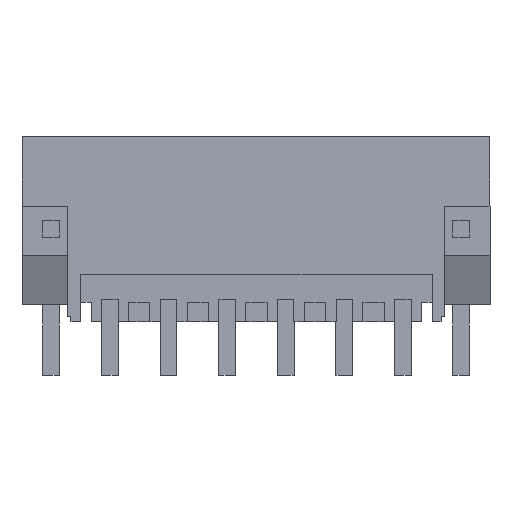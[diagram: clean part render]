
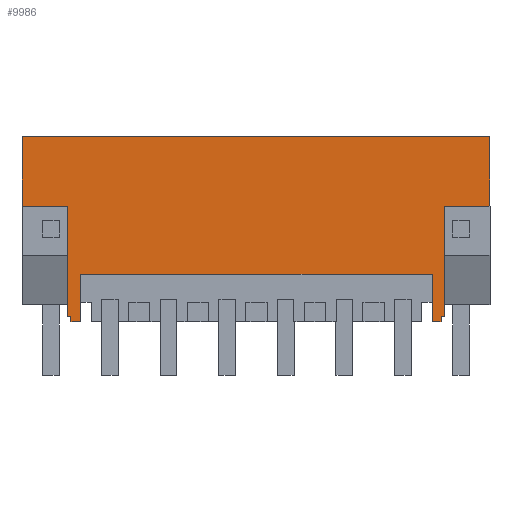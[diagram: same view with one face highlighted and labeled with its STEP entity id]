
A CAD part, front view. The second image highlights one B-rep face of the part: STEP entity #9986.
In plain terms, the highlighted planar face has unit normal (0, -1, 0).
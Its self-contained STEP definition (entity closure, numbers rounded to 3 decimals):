
#9956=AXIS2_PLACEMENT_3D('Plane Axis2P3D',#9953,#9954,#9955) ;
#2612=CARTESIAN_POINT('Line Origine',(3.5,0.,4.625)) ;
#2616=CARTESIAN_POINT('Vertex',(3.5,0.,3.2)) ;
#2618=CARTESIAN_POINT('Vertex',(3.5,0.,6.05)) ;
#2645=CARTESIAN_POINT('Vertex',(2.925,0.,3.2)) ;
#2648=CARTESIAN_POINT('Line Origine',(3.213,0.,3.2)) ;
#2666=CARTESIAN_POINT('Line Origine',(2.925,0.,3.35)) ;
#2670=CARTESIAN_POINT('Vertex',(2.925,0.,3.5)) ;
#2691=CARTESIAN_POINT('Line Origine',(2.825,0.,3.5)) ;
#2695=CARTESIAN_POINT('Vertex',(2.725,0.,3.5)) ;
#2716=CARTESIAN_POINT('Line Origine',(2.725,0.,6.8)) ;
#2720=CARTESIAN_POINT('Vertex',(2.725,0.,10.1)) ;
#2994=CARTESIAN_POINT('Vertex',(0.,0.,10.1)) ;
#2997=CARTESIAN_POINT('Line Origine',(0.,0.,12.175)) ;
#3001=CARTESIAN_POINT('Vertex',(0.,0.,14.25)) ;
#3041=CARTESIAN_POINT('Line Origine',(13.975,0.,14.25)) ;
#3045=CARTESIAN_POINT('Vertex',(27.95,0.,14.25)) ;
#5969=CARTESIAN_POINT('Line Origine',(27.95,0.,12.175)) ;
#5973=CARTESIAN_POINT('Vertex',(27.95,0.,10.1)) ;
#6241=CARTESIAN_POINT('Vertex',(25.225,0.,10.1)) ;
#6244=CARTESIAN_POINT('Line Origine',(25.225,0.,6.8)) ;
#6248=CARTESIAN_POINT('Vertex',(25.225,0.,3.5)) ;
#6272=CARTESIAN_POINT('Line Origine',(25.125,0.,3.5)) ;
#6276=CARTESIAN_POINT('Vertex',(25.025,0.,3.5)) ;
#6297=CARTESIAN_POINT('Line Origine',(25.025,0.,3.35)) ;
#6301=CARTESIAN_POINT('Vertex',(25.025,0.,3.2)) ;
#6317=CARTESIAN_POINT('Line Origine',(24.763,0.,3.2)) ;
#6321=CARTESIAN_POINT('Vertex',(24.5,0.,3.2)) ;
#6342=CARTESIAN_POINT('Line Origine',(24.5,0.,4.625)) ;
#6346=CARTESIAN_POINT('Vertex',(24.5,0.,6.05)) ;
#8678=CARTESIAN_POINT('Line Origine',(14.,0.,6.05)) ;
#9953=CARTESIAN_POINT('Axis2P3D Location',(7.,0.,3.2)) ;
#9958=CARTESIAN_POINT('Line Origine',(26.587,0.,10.1)) ;
#9963=CARTESIAN_POINT('Line Origine',(1.362,0.,10.1)) ;
#2613=DIRECTION('Vector Direction',(0.,0.,1.)) ;
#2649=DIRECTION('Vector Direction',(1.,0.,0.)) ;
#2667=DIRECTION('Vector Direction',(0.,0.,-1.)) ;
#2692=DIRECTION('Vector Direction',(1.,0.,0.)) ;
#2717=DIRECTION('Vector Direction',(0.,0.,-1.)) ;
#2998=DIRECTION('Vector Direction',(0.,0.,1.)) ;
#3042=DIRECTION('Vector Direction',(1.,0.,0.)) ;
#5970=DIRECTION('Vector Direction',(0.,0.,1.)) ;
#6245=DIRECTION('Vector Direction',(0.,0.,-1.)) ;
#6273=DIRECTION('Vector Direction',(1.,0.,0.)) ;
#6298=DIRECTION('Vector Direction',(0.,0.,-1.)) ;
#6318=DIRECTION('Vector Direction',(1.,0.,0.)) ;
#6343=DIRECTION('Vector Direction',(0.,0.,1.)) ;
#8679=DIRECTION('Vector Direction',(1.,0.,0.)) ;
#9954=DIRECTION('Axis2P3D Direction',(0.,1.,0.)) ;
#9955=DIRECTION('Axis2P3D XDirection',(0.,0.,1.)) ;
#9959=DIRECTION('Vector Direction',(1.,0.,0.)) ;
#9964=DIRECTION('Vector Direction',(1.,0.,0.)) ;
#2614=VECTOR('Line Direction',#2613,1.) ;
#2650=VECTOR('Line Direction',#2649,1.) ;
#2668=VECTOR('Line Direction',#2667,1.) ;
#2693=VECTOR('Line Direction',#2692,1.) ;
#2718=VECTOR('Line Direction',#2717,1.) ;
#2999=VECTOR('Line Direction',#2998,1.) ;
#3043=VECTOR('Line Direction',#3042,1.) ;
#5971=VECTOR('Line Direction',#5970,1.) ;
#6246=VECTOR('Line Direction',#6245,1.) ;
#6274=VECTOR('Line Direction',#6273,1.) ;
#6299=VECTOR('Line Direction',#6298,1.) ;
#6319=VECTOR('Line Direction',#6318,1.) ;
#6344=VECTOR('Line Direction',#6343,1.) ;
#8680=VECTOR('Line Direction',#8679,1.) ;
#9960=VECTOR('Line Direction',#9959,1.) ;
#9965=VECTOR('Line Direction',#9964,1.) ;
#9969=ORIENTED_EDGE('',*,*,#8682,.F.) ;
#9970=ORIENTED_EDGE('',*,*,#6348,.F.) ;
#9971=ORIENTED_EDGE('',*,*,#6323,.T.) ;
#9972=ORIENTED_EDGE('',*,*,#6303,.T.) ;
#9973=ORIENTED_EDGE('',*,*,#6278,.T.) ;
#9974=ORIENTED_EDGE('',*,*,#6250,.F.) ;
#9975=ORIENTED_EDGE('',*,*,#9962,.F.) ;
#9976=ORIENTED_EDGE('',*,*,#5975,.F.) ;
#9977=ORIENTED_EDGE('',*,*,#3047,.F.) ;
#9978=ORIENTED_EDGE('',*,*,#3003,.T.) ;
#9979=ORIENTED_EDGE('',*,*,#9967,.T.) ;
#9980=ORIENTED_EDGE('',*,*,#2722,.T.) ;
#9981=ORIENTED_EDGE('',*,*,#2697,.F.) ;
#9982=ORIENTED_EDGE('',*,*,#2672,.F.) ;
#9983=ORIENTED_EDGE('',*,*,#2652,.T.) ;
#9984=ORIENTED_EDGE('',*,*,#2620,.T.) ;
#9986=ADVANCED_FACE('HOUSING',(#9985),#9957,.F.) ;
#2620=EDGE_CURVE('',#2617,#2619,#2615,.T.) ;
#2652=EDGE_CURVE('',#2646,#2617,#2651,.T.) ;
#2672=EDGE_CURVE('',#2646,#2671,#2669,.F.) ;
#2697=EDGE_CURVE('',#2671,#2696,#2694,.F.) ;
#2722=EDGE_CURVE('',#2721,#2696,#2719,.T.) ;
#3003=EDGE_CURVE('',#3002,#2995,#3000,.F.) ;
#3047=EDGE_CURVE('',#3002,#3046,#3044,.T.) ;
#5975=EDGE_CURVE('',#3046,#5974,#5972,.F.) ;
#6250=EDGE_CURVE('',#6242,#6249,#6247,.T.) ;
#6278=EDGE_CURVE('',#6277,#6249,#6275,.T.) ;
#6303=EDGE_CURVE('',#6302,#6277,#6300,.F.) ;
#6323=EDGE_CURVE('',#6322,#6302,#6320,.T.) ;
#6348=EDGE_CURVE('',#6322,#6347,#6345,.T.) ;
#8682=EDGE_CURVE('',#6347,#2619,#8681,.F.) ;
#9962=EDGE_CURVE('',#5974,#6242,#9961,.F.) ;
#9967=EDGE_CURVE('',#2995,#2721,#9966,.T.) ;
#9968=EDGE_LOOP('',(#9969,#9970,#9971,#9972,#9973,#9974,#9975,#9976,#9977,#9978,#9979,#9980,#9981,#9982,#9983,#9984)) ;
#9985=FACE_OUTER_BOUND('',#9968,.T.) ;
#2615=LINE('Line',#2612,#2614) ;
#2651=LINE('Line',#2648,#2650) ;
#2669=LINE('Line',#2666,#2668) ;
#2694=LINE('Line',#2691,#2693) ;
#2719=LINE('Line',#2716,#2718) ;
#3000=LINE('Line',#2997,#2999) ;
#3044=LINE('Line',#3041,#3043) ;
#5972=LINE('Line',#5969,#5971) ;
#6247=LINE('Line',#6244,#6246) ;
#6275=LINE('Line',#6272,#6274) ;
#6300=LINE('Line',#6297,#6299) ;
#6320=LINE('Line',#6317,#6319) ;
#6345=LINE('Line',#6342,#6344) ;
#8681=LINE('Line',#8678,#8680) ;
#9961=LINE('Line',#9958,#9960) ;
#9966=LINE('Line',#9963,#9965) ;
#9957=PLANE('',#9956) ;
#2617=VERTEX_POINT('',#2616) ;
#2619=VERTEX_POINT('',#2618) ;
#2646=VERTEX_POINT('',#2645) ;
#2671=VERTEX_POINT('',#2670) ;
#2696=VERTEX_POINT('',#2695) ;
#2721=VERTEX_POINT('',#2720) ;
#2995=VERTEX_POINT('',#2994) ;
#3002=VERTEX_POINT('',#3001) ;
#3046=VERTEX_POINT('',#3045) ;
#5974=VERTEX_POINT('',#5973) ;
#6242=VERTEX_POINT('',#6241) ;
#6249=VERTEX_POINT('',#6248) ;
#6277=VERTEX_POINT('',#6276) ;
#6302=VERTEX_POINT('',#6301) ;
#6322=VERTEX_POINT('',#6321) ;
#6347=VERTEX_POINT('',#6346) ;
